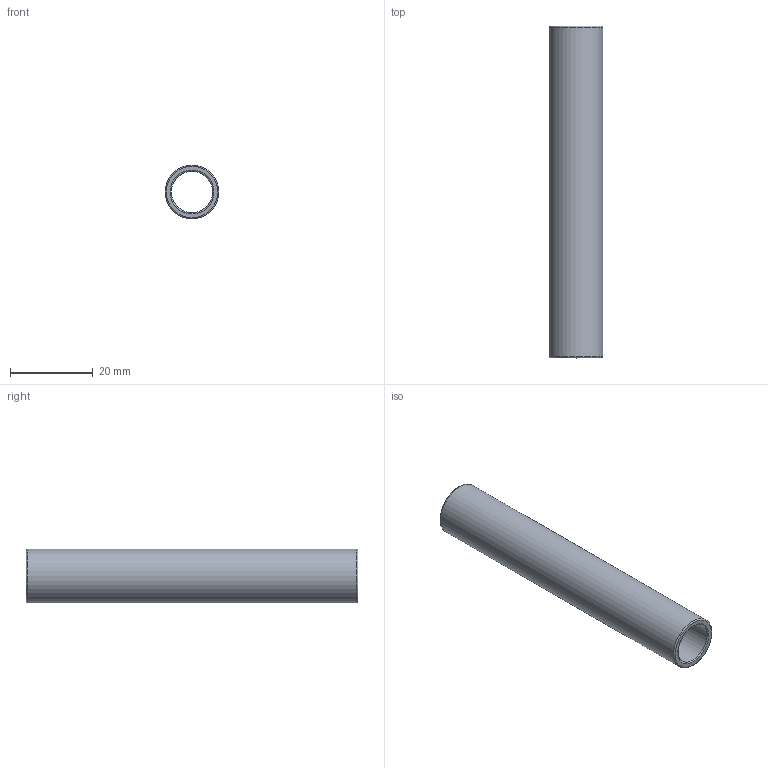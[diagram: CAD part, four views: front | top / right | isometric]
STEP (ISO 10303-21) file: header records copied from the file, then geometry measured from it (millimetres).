
FILE_DESCRIPTION(('FreeCAD Model'),'2;1');
FILE_NAME('0008.step','2020-08-04T16:25:47',('Admin'),(''),'InventorImporter 0.9','FreeCAD','');
FILE_SCHEMA (('AUTOMOTIVE_DESIGN { 1 0 10303 214 1 1 1 1}'));
Length unit declared in the file: millimetre
Products named in the file (1): Body_01_L_02
Bounding box: 13 x 80 x 13 mm (x, y, z)
Surface area: 5904.4 mm2 (no closed solid volume)
Topology: 0 solids, 6 shells, 10 faces, 16 edges, 8 vertices
Faces by surface type: torus 6, cylinder 2, plane 2
Full cylindrical faces by diameter (mm): 10 x1, 13 x1
Entity records: 201 total; most frequent: FACE_BOUND 20, EDGE_LOOP 20, ORIENTED_EDGE 20, MECHANICAL_DESIGN_GEOMETRIC_PRESENTATION_REPRESENTATION 19, STYLED_ITEM 19, AXIS2_PLACEMENT_3D 18, CARTESIAN_POINT 14, ADVANCED_FACE 10
